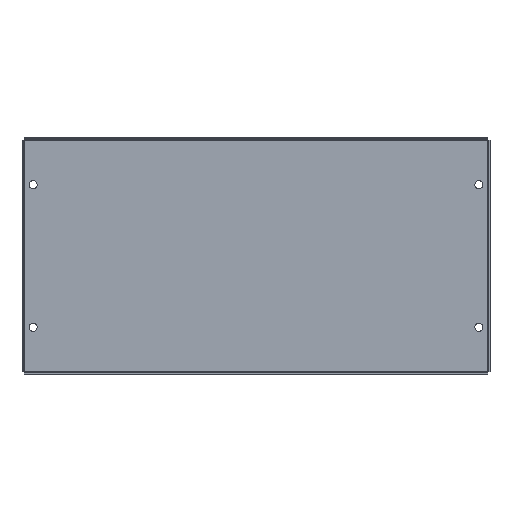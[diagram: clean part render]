
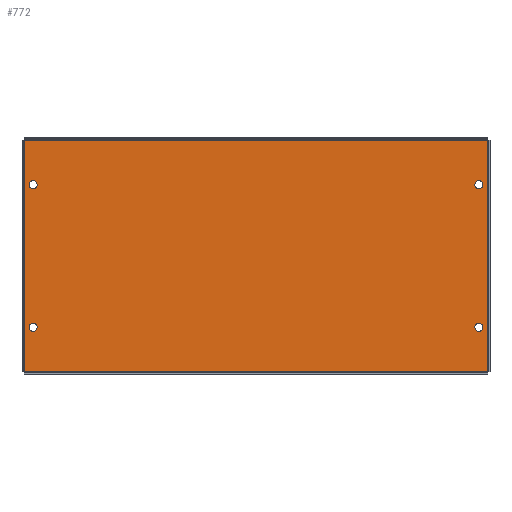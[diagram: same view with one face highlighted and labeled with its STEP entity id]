
A CAD part, top view. The second image highlights one B-rep face of the part: STEP entity #772.
In plain terms, the highlighted planar face has unit normal (0, 0, 1).
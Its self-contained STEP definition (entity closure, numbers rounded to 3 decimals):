
#7 = EDGE_LOOP ( 'NONE', ( #707, #1025 ) ) ;
#8 = CARTESIAN_POINT ( 'NONE',  ( 0., 186., 0. ) ) ;
#25 = EDGE_CURVE ( 'NONE', #769, #1114, #320, .T. ) ;
#27 = EDGE_CURVE ( 'NONE', #688, #990, #537, .T. ) ;
#34 = AXIS2_PLACEMENT_3D ( 'NONE', #767, #93, #369 ) ;
#45 = FACE_BOUND ( 'NONE', #7, .T. ) ;
#73 = DIRECTION ( 'NONE',  ( 1., 0., 0. ) ) ;
#81 = AXIS2_PLACEMENT_3D ( 'NONE', #932, #149, #738 ) ;
#82 = AXIS2_PLACEMENT_3D ( 'NONE', #448, #743, #141 ) ;
#93 = DIRECTION ( 'NONE',  ( 0., 0., -1. ) ) ;
#97 = DIRECTION ( 'NONE',  ( -1., 0., 0. ) ) ;
#100 = AXIS2_PLACEMENT_3D ( 'NONE', #1149, #954, #662 ) ;
#130 = PLANE ( 'NONE',  #81 ) ;
#135 = FACE_BOUND ( 'NONE', #1008, .T. ) ;
#141 = DIRECTION ( 'NONE',  ( -1., 0., 0. ) ) ;
#146 = DIRECTION ( 'NONE',  ( 0., -1., 0. ) ) ;
#149 = DIRECTION ( 'NONE',  ( 0., 0., -1. ) ) ;
#162 = EDGE_CURVE ( 'NONE', #1114, #998, #1159, .T. ) ;
#168 = ORIENTED_EDGE ( 'NONE', *, *, #162, .T. ) ;
#179 = LINE ( 'NONE', #578, #1093 ) ;
#188 = AXIS2_PLACEMENT_3D ( 'NONE', #889, #571, #983 ) ;
#218 = EDGE_CURVE ( 'NONE', #409, #769, #1068, .T. ) ;
#242 = CARTESIAN_POINT ( 'NONE',  ( 372., 0., 0. ) ) ;
#246 = CIRCLE ( 'NONE', #944, 3.25 ) ;
#249 = FACE_OUTER_BOUND ( 'NONE', #1010, .T. ) ;
#320 = LINE ( 'NONE', #741, #1111 ) ;
#326 = CARTESIAN_POINT ( 'NONE',  ( 6.9, 150.25, 0. ) ) ;
#328 = DIRECTION ( 'NONE',  ( -1., 0., 0. ) ) ;
#366 = ORIENTED_EDGE ( 'NONE', *, *, #1162, .T. ) ;
#369 = DIRECTION ( 'NONE',  ( -1., 0., 0. ) ) ;
#374 = CIRCLE ( 'NONE', #188, 3.25 ) ;
#381 = CARTESIAN_POINT ( 'NONE',  ( 368.35, 150.25, 0. ) ) ;
#408 = EDGE_CURVE ( 'NONE', #979, #697, #1287, .T. ) ;
#409 = VERTEX_POINT ( 'NONE', #242 ) ;
#411 = CARTESIAN_POINT ( 'NONE',  ( 365.1, 35.75, 0. ) ) ;
#448 = CARTESIAN_POINT ( 'NONE',  ( 365.1, 35.75, 0. ) ) ;
#463 = EDGE_CURVE ( 'NONE', #650, #1233, #709, .T. ) ;
#471 = CARTESIAN_POINT ( 'NONE',  ( 361.85, 35.75, 0. ) ) ;
#507 = DIRECTION ( 'NONE',  ( 0., 0., -1. ) ) ;
#515 = CARTESIAN_POINT ( 'NONE',  ( 3.65, 35.75, 0. ) ) ;
#525 = DIRECTION ( 'NONE',  ( 0., 0., -1. ) ) ;
#537 = CIRCLE ( 'NONE', #1310, 3.25 ) ;
#571 = DIRECTION ( 'NONE',  ( 0., 0., -1. ) ) ;
#578 = CARTESIAN_POINT ( 'NONE',  ( 0., 0., 0. ) ) ;
#589 = EDGE_CURVE ( 'NONE', #998, #409, #179, .T. ) ;
#591 = VERTEX_POINT ( 'NONE', #996 ) ;
#600 = CARTESIAN_POINT ( 'NONE',  ( 6.9, 150.25, 0. ) ) ;
#608 = EDGE_LOOP ( 'NONE', ( #1182, #682 ) ) ;
#617 = ORIENTED_EDGE ( 'NONE', *, *, #25, .T. ) ;
#627 = EDGE_CURVE ( 'NONE', #990, #688, #972, .T. ) ;
#632 = CARTESIAN_POINT ( 'NONE',  ( 365.1, 150.25, 0. ) ) ;
#647 = CARTESIAN_POINT ( 'NONE',  ( 0., 0., 0. ) ) ;
#650 = VERTEX_POINT ( 'NONE', #1018 ) ;
#662 = DIRECTION ( 'NONE',  ( -1., 0., 0. ) ) ;
#668 = DIRECTION ( 'NONE',  ( 0., 1., 0. ) ) ;
#679 = CARTESIAN_POINT ( 'NONE',  ( 0., 0., 0. ) ) ;
#682 = ORIENTED_EDGE ( 'NONE', *, *, #408, .T. ) ;
#688 = VERTEX_POINT ( 'NONE', #806 ) ;
#697 = VERTEX_POINT ( 'NONE', #802 ) ;
#707 = ORIENTED_EDGE ( 'NONE', *, *, #1024, .T. ) ;
#708 = VECTOR ( 'NONE', #146, 1000. ) ;
#709 = CIRCLE ( 'NONE', #34, 3.25 ) ;
#738 = DIRECTION ( 'NONE',  ( -1., 0., 0. ) ) ;
#741 = CARTESIAN_POINT ( 'NONE',  ( 0., 186., 0. ) ) ;
#743 = DIRECTION ( 'NONE',  ( 0., 0., -1. ) ) ;
#762 = CARTESIAN_POINT ( 'NONE',  ( 372., 0., 0. ) ) ;
#767 = CARTESIAN_POINT ( 'NONE',  ( 6.9, 35.75, 0. ) ) ;
#769 = VERTEX_POINT ( 'NONE', #952 ) ;
#770 = EDGE_CURVE ( 'NONE', #697, #979, #246, .T. ) ;
#772 = ADVANCED_FACE ( 'NONE', ( #45, #856, #844, #135, #249 ), #130, .F. ) ;
#782 = CIRCLE ( 'NONE', #905, 3.25 ) ;
#787 = CARTESIAN_POINT ( 'NONE',  ( 10.15, 150.25, 0. ) ) ;
#802 = CARTESIAN_POINT ( 'NONE',  ( 361.85, 150.25, 0. ) ) ;
#806 = CARTESIAN_POINT ( 'NONE',  ( 3.65, 150.25, 0. ) ) ;
#814 = VECTOR ( 'NONE', #668, 1000. ) ;
#826 = DIRECTION ( 'NONE',  ( 0., 0., -1. ) ) ;
#840 = ORIENTED_EDGE ( 'NONE', *, *, #218, .T. ) ;
#844 = FACE_BOUND ( 'NONE', #1219, .T. ) ;
#856 = FACE_BOUND ( 'NONE', #608, .T. ) ;
#889 = CARTESIAN_POINT ( 'NONE',  ( 6.9, 35.75, 0. ) ) ;
#905 = AXIS2_PLACEMENT_3D ( 'NONE', #411, #826, #328 ) ;
#932 = CARTESIAN_POINT ( 'NONE',  ( 0., 0., 0. ) ) ;
#938 = DIRECTION ( 'NONE',  ( -1., 0., 0. ) ) ;
#944 = AXIS2_PLACEMENT_3D ( 'NONE', #632, #525, #1037 ) ;
#952 = CARTESIAN_POINT ( 'NONE',  ( 372., 186., 0. ) ) ;
#954 = DIRECTION ( 'NONE',  ( 0., 0., -1. ) ) ;
#972 = CIRCLE ( 'NONE', #1133, 3.25 ) ;
#979 = VERTEX_POINT ( 'NONE', #381 ) ;
#983 = DIRECTION ( 'NONE',  ( -1., 0., 0. ) ) ;
#990 = VERTEX_POINT ( 'NONE', #787 ) ;
#996 = CARTESIAN_POINT ( 'NONE',  ( 368.35, 35.75, 0. ) ) ;
#998 = VERTEX_POINT ( 'NONE', #679 ) ;
#1008 = EDGE_LOOP ( 'NONE', ( #1305, #366 ) ) ;
#1010 = EDGE_LOOP ( 'NONE', ( #168, #1095, #840, #617 ) ) ;
#1018 = CARTESIAN_POINT ( 'NONE',  ( 10.15, 35.75, 0. ) ) ;
#1024 = EDGE_CURVE ( 'NONE', #1233, #650, #374, .T. ) ;
#1025 = ORIENTED_EDGE ( 'NONE', *, *, #463, .T. ) ;
#1033 = CIRCLE ( 'NONE', #82, 3.25 ) ;
#1035 = VERTEX_POINT ( 'NONE', #471 ) ;
#1037 = DIRECTION ( 'NONE',  ( -1., 0., 0. ) ) ;
#1042 = DIRECTION ( 'NONE',  ( 0., 0., -1. ) ) ;
#1068 = LINE ( 'NONE', #762, #814 ) ;
#1093 = VECTOR ( 'NONE', #73, 1000. ) ;
#1095 = ORIENTED_EDGE ( 'NONE', *, *, #589, .T. ) ;
#1111 = VECTOR ( 'NONE', #1125, 1000. ) ;
#1114 = VERTEX_POINT ( 'NONE', #8 ) ;
#1125 = DIRECTION ( 'NONE',  ( -1., 0., 0. ) ) ;
#1133 = AXIS2_PLACEMENT_3D ( 'NONE', #600, #507, #97 ) ;
#1139 = ORIENTED_EDGE ( 'NONE', *, *, #627, .T. ) ;
#1149 = CARTESIAN_POINT ( 'NONE',  ( 365.1, 150.25, 0. ) ) ;
#1159 = LINE ( 'NONE', #647, #708 ) ;
#1162 = EDGE_CURVE ( 'NONE', #591, #1035, #782, .T. ) ;
#1182 = ORIENTED_EDGE ( 'NONE', *, *, #770, .T. ) ;
#1210 = ORIENTED_EDGE ( 'NONE', *, *, #27, .T. ) ;
#1219 = EDGE_LOOP ( 'NONE', ( #1210, #1139 ) ) ;
#1233 = VERTEX_POINT ( 'NONE', #515 ) ;
#1287 = CIRCLE ( 'NONE', #100, 3.25 ) ;
#1305 = ORIENTED_EDGE ( 'NONE', *, *, #1306, .T. ) ;
#1306 = EDGE_CURVE ( 'NONE', #1035, #591, #1033, .T. ) ;
#1310 = AXIS2_PLACEMENT_3D ( 'NONE', #326, #1042, #938 ) ;
